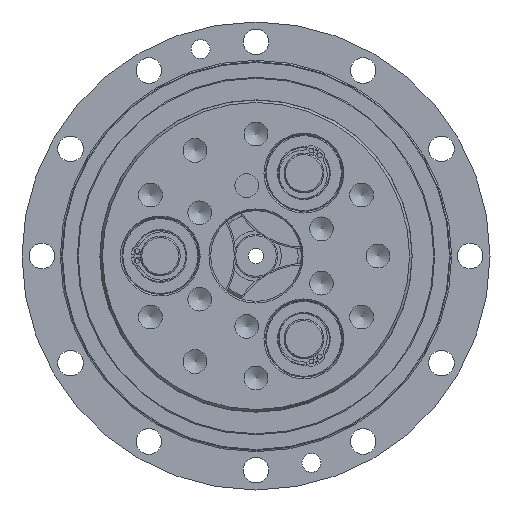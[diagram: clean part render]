
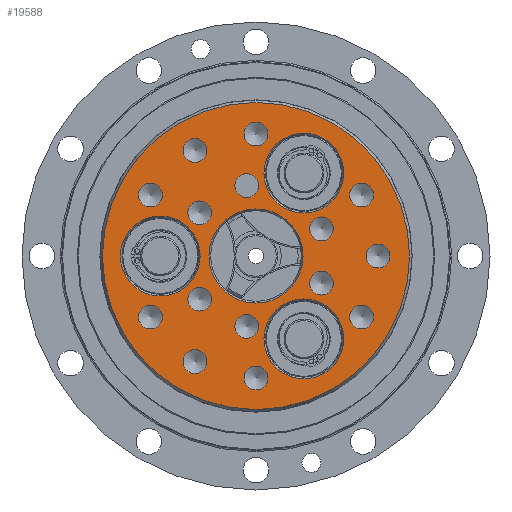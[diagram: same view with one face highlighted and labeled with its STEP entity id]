
A CAD part, left-side view. The second image highlights one B-rep face of the part: STEP entity #19588.
In plain terms, the highlighted planar face has unit normal (-1, 0, 0).
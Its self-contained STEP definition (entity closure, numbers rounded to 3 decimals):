
#337=FACE_BOUND('',#3162,.T.);
#338=FACE_BOUND('',#3163,.T.);
#339=FACE_BOUND('',#3164,.T.);
#340=FACE_BOUND('',#3165,.T.);
#341=FACE_BOUND('',#3166,.T.);
#342=FACE_BOUND('',#3167,.T.);
#343=FACE_BOUND('',#3168,.T.);
#344=FACE_BOUND('',#3169,.T.);
#345=FACE_BOUND('',#3170,.T.);
#346=FACE_BOUND('',#3171,.T.);
#347=FACE_BOUND('',#3172,.T.);
#348=FACE_BOUND('',#3173,.T.);
#349=FACE_BOUND('',#3174,.T.);
#350=FACE_BOUND('',#3175,.T.);
#351=FACE_BOUND('',#3176,.T.);
#352=FACE_BOUND('',#3177,.T.);
#353=FACE_BOUND('',#3178,.T.);
#354=FACE_BOUND('',#3179,.T.);
#355=FACE_BOUND('',#3180,.T.);
#599=PLANE('',#21458);
#1881=FACE_OUTER_BOUND('',#3161,.T.);
#3161=EDGE_LOOP('',(#14587));
#3162=EDGE_LOOP('',(#14588));
#3163=EDGE_LOOP('',(#14589));
#3164=EDGE_LOOP('',(#14590));
#3165=EDGE_LOOP('',(#14591));
#3166=EDGE_LOOP('',(#14592));
#3167=EDGE_LOOP('',(#14593));
#3168=EDGE_LOOP('',(#14594));
#3169=EDGE_LOOP('',(#14595));
#3170=EDGE_LOOP('',(#14596));
#3171=EDGE_LOOP('',(#14597));
#3172=EDGE_LOOP('',(#14598));
#3173=EDGE_LOOP('',(#14599));
#3174=EDGE_LOOP('',(#14600));
#3175=EDGE_LOOP('',(#14601));
#3176=EDGE_LOOP('',(#14602));
#3177=EDGE_LOOP('',(#14603));
#3178=EDGE_LOOP('',(#14604));
#3179=EDGE_LOOP('',(#14605));
#3180=EDGE_LOOP('',(#14606));
#4684=CIRCLE('',#21374,14.077);
#4689=CIRCLE('',#21381,14.077);
#4694=CIRCLE('',#21388,14.077);
#4697=CIRCLE('',#21392,4.188);
#4699=CIRCLE('',#21396,4.188);
#4701=CIRCLE('',#21400,4.188);
#4703=CIRCLE('',#21404,4.188);
#4705=CIRCLE('',#21408,4.188);
#4707=CIRCLE('',#21412,4.188);
#4709=CIRCLE('',#21416,4.188);
#4711=CIRCLE('',#21420,4.188);
#4713=CIRCLE('',#21424,4.188);
#4715=CIRCLE('',#21428,4.188);
#4717=CIRCLE('',#21432,4.188);
#4719=CIRCLE('',#21436,4.188);
#4721=CIRCLE('',#21440,4.188);
#4723=CIRCLE('',#21444,4.188);
#4725=CIRCLE('',#21448,4.188);
#4728=CIRCLE('',#21454,16.577);
#4731=CIRCLE('',#21459,54.134);
#8421=VERTEX_POINT('',#33887);
#8426=VERTEX_POINT('',#33901);
#8431=VERTEX_POINT('',#33915);
#8434=VERTEX_POINT('',#33923);
#8437=VERTEX_POINT('',#33932);
#8440=VERTEX_POINT('',#33941);
#8443=VERTEX_POINT('',#33950);
#8446=VERTEX_POINT('',#33959);
#8449=VERTEX_POINT('',#33968);
#8452=VERTEX_POINT('',#33977);
#8455=VERTEX_POINT('',#33986);
#8458=VERTEX_POINT('',#33995);
#8461=VERTEX_POINT('',#34004);
#8464=VERTEX_POINT('',#34013);
#8467=VERTEX_POINT('',#34022);
#8470=VERTEX_POINT('',#34031);
#8473=VERTEX_POINT('',#34040);
#8476=VERTEX_POINT('',#34049);
#8480=VERTEX_POINT('',#34062);
#8483=VERTEX_POINT('',#34072);
#10633=EDGE_CURVE('',#8421,#8421,#4684,.T.);
#10640=EDGE_CURVE('',#8426,#8426,#4689,.T.);
#10647=EDGE_CURVE('',#8431,#8431,#4694,.T.);
#10651=EDGE_CURVE('',#8434,#8434,#4697,.T.);
#10655=EDGE_CURVE('',#8437,#8437,#4699,.T.);
#10659=EDGE_CURVE('',#8440,#8440,#4701,.T.);
#10663=EDGE_CURVE('',#8443,#8443,#4703,.T.);
#10667=EDGE_CURVE('',#8446,#8446,#4705,.T.);
#10671=EDGE_CURVE('',#8449,#8449,#4707,.T.);
#10675=EDGE_CURVE('',#8452,#8452,#4709,.T.);
#10679=EDGE_CURVE('',#8455,#8455,#4711,.T.);
#10683=EDGE_CURVE('',#8458,#8458,#4713,.T.);
#10687=EDGE_CURVE('',#8461,#8461,#4715,.T.);
#10691=EDGE_CURVE('',#8464,#8464,#4717,.T.);
#10695=EDGE_CURVE('',#8467,#8467,#4719,.T.);
#10699=EDGE_CURVE('',#8470,#8470,#4721,.T.);
#10703=EDGE_CURVE('',#8473,#8473,#4723,.T.);
#10707=EDGE_CURVE('',#8476,#8476,#4725,.T.);
#10713=EDGE_CURVE('',#8480,#8480,#4728,.T.);
#10718=EDGE_CURVE('',#8483,#8483,#4731,.T.);
#14587=ORIENTED_EDGE('',*,*,#10718,.F.);
#14588=ORIENTED_EDGE('',*,*,#10713,.F.);
#14589=ORIENTED_EDGE('',*,*,#10707,.T.);
#14590=ORIENTED_EDGE('',*,*,#10703,.T.);
#14591=ORIENTED_EDGE('',*,*,#10699,.T.);
#14592=ORIENTED_EDGE('',*,*,#10695,.T.);
#14593=ORIENTED_EDGE('',*,*,#10691,.T.);
#14594=ORIENTED_EDGE('',*,*,#10687,.T.);
#14595=ORIENTED_EDGE('',*,*,#10683,.T.);
#14596=ORIENTED_EDGE('',*,*,#10679,.T.);
#14597=ORIENTED_EDGE('',*,*,#10675,.T.);
#14598=ORIENTED_EDGE('',*,*,#10671,.T.);
#14599=ORIENTED_EDGE('',*,*,#10667,.T.);
#14600=ORIENTED_EDGE('',*,*,#10663,.T.);
#14601=ORIENTED_EDGE('',*,*,#10659,.T.);
#14602=ORIENTED_EDGE('',*,*,#10655,.T.);
#14603=ORIENTED_EDGE('',*,*,#10651,.T.);
#14604=ORIENTED_EDGE('',*,*,#10640,.F.);
#14605=ORIENTED_EDGE('',*,*,#10633,.F.);
#14606=ORIENTED_EDGE('',*,*,#10647,.F.);
#19588=ADVANCED_FACE('',(#1881,#337,#338,#339,#340,#341,#342,#343,#344,
#345,#346,#347,#348,#349,#350,#351,#352,#353,#354,#355),#599,.F.);
#21374=AXIS2_PLACEMENT_3D('',#33888,#25606,#25607);
#21381=AXIS2_PLACEMENT_3D('',#33902,#25622,#25623);
#21388=AXIS2_PLACEMENT_3D('',#33916,#25638,#25639);
#21392=AXIS2_PLACEMENT_3D('',#33924,#25647,#25648);
#21396=AXIS2_PLACEMENT_3D('',#33933,#25657,#25658);
#21400=AXIS2_PLACEMENT_3D('',#33942,#25667,#25668);
#21404=AXIS2_PLACEMENT_3D('',#33951,#25677,#25678);
#21408=AXIS2_PLACEMENT_3D('',#33960,#25687,#25688);
#21412=AXIS2_PLACEMENT_3D('',#33969,#25697,#25698);
#21416=AXIS2_PLACEMENT_3D('',#33978,#25707,#25708);
#21420=AXIS2_PLACEMENT_3D('',#33987,#25717,#25718);
#21424=AXIS2_PLACEMENT_3D('',#33996,#25727,#25728);
#21428=AXIS2_PLACEMENT_3D('',#34005,#25737,#25738);
#21432=AXIS2_PLACEMENT_3D('',#34014,#25747,#25748);
#21436=AXIS2_PLACEMENT_3D('',#34023,#25757,#25758);
#21440=AXIS2_PLACEMENT_3D('',#34032,#25767,#25768);
#21444=AXIS2_PLACEMENT_3D('',#34041,#25777,#25778);
#21448=AXIS2_PLACEMENT_3D('',#34050,#25787,#25788);
#21454=AXIS2_PLACEMENT_3D('',#34063,#25802,#25803);
#21458=AXIS2_PLACEMENT_3D('',#34071,#25812,#25813);
#21459=AXIS2_PLACEMENT_3D('',#34073,#25814,#25815);
#25606=DIRECTION('center_axis',(-1.,0.,0.));
#25607=DIRECTION('ref_axis',(0.,0.,-1.));
#25622=DIRECTION('center_axis',(-1.,0.,0.));
#25623=DIRECTION('ref_axis',(0.,0.866,0.5));
#25638=DIRECTION('center_axis',(-1.,0.,0.));
#25639=DIRECTION('ref_axis',(0.,-0.866,0.5));
#25647=DIRECTION('center_axis',(1.,0.,0.));
#25648=DIRECTION('ref_axis',(0.,0.,1.));
#25657=DIRECTION('center_axis',(1.,0.,0.));
#25658=DIRECTION('ref_axis',(0.,-0.5,0.866));
#25667=DIRECTION('center_axis',(1.,0.,0.));
#25668=DIRECTION('ref_axis',(0.,-0.866,0.5));
#25677=DIRECTION('center_axis',(1.,0.,0.));
#25678=DIRECTION('ref_axis',(0.,-0.866,-0.5));
#25687=DIRECTION('center_axis',(1.,0.,0.));
#25688=DIRECTION('ref_axis',(0.,-0.5,-0.866));
#25697=DIRECTION('center_axis',(1.,0.,0.));
#25698=DIRECTION('ref_axis',(0.,0.,-1.));
#25707=DIRECTION('center_axis',(1.,0.,0.));
#25708=DIRECTION('ref_axis',(0.,0.866,-0.5));
#25717=DIRECTION('center_axis',(1.,0.,0.));
#25718=DIRECTION('ref_axis',(0.,1.,0.));
#25727=DIRECTION('center_axis',(1.,0.,0.));
#25728=DIRECTION('ref_axis',(0.,0.866,0.5));
#25737=DIRECTION('center_axis',(1.,0.,0.));
#25738=DIRECTION('ref_axis',(0.,0.,1.));
#25747=DIRECTION('center_axis',(1.,0.,0.));
#25748=DIRECTION('ref_axis',(0.,0.,1.));
#25757=DIRECTION('center_axis',(1.,0.,0.));
#25758=DIRECTION('ref_axis',(0.,-0.866,-0.5));
#25767=DIRECTION('center_axis',(1.,0.,0.));
#25768=DIRECTION('ref_axis',(0.,-0.866,-0.5));
#25777=DIRECTION('center_axis',(1.,0.,0.));
#25778=DIRECTION('ref_axis',(0.,0.866,-0.5));
#25787=DIRECTION('center_axis',(1.,0.,0.));
#25788=DIRECTION('ref_axis',(0.,0.866,-0.5));
#25802=DIRECTION('center_axis',(-1.,0.,0.));
#25803=DIRECTION('ref_axis',(0.,0.,-1.));
#25812=DIRECTION('center_axis',(1.,0.,0.));
#25813=DIRECTION('ref_axis',(0.,0.,-1.));
#25814=DIRECTION('center_axis',(1.,0.,0.));
#25815=DIRECTION('ref_axis',(0.,-1.,0.));
#33887=CARTESIAN_POINT('',(0.,33.75,14.077));
#33888=CARTESIAN_POINT('Origin',(0.,33.75,0.));
#33901=CARTESIAN_POINT('',(0.,-29.066,22.19));
#33902=CARTESIAN_POINT('Origin',(0.,-16.875,29.228));
#33915=CARTESIAN_POINT('',(0.,-4.684,-36.267));
#33916=CARTESIAN_POINT('Origin',(0.,-16.875,-29.228));
#33923=CARTESIAN_POINT('',(0.,0.,-47.188));
#33924=CARTESIAN_POINT('Origin',(0.,0.,-43.));
#33932=CARTESIAN_POINT('',(0.,23.594,-40.866));
#33933=CARTESIAN_POINT('Origin',(0.,21.5,-37.239));
#33941=CARTESIAN_POINT('',(0.,40.866,-23.594));
#33942=CARTESIAN_POINT('Origin',(0.,37.239,-21.5));
#33950=CARTESIAN_POINT('',(0.,40.866,23.594));
#33951=CARTESIAN_POINT('Origin',(0.,37.239,21.5));
#33959=CARTESIAN_POINT('',(0.,23.594,40.866));
#33960=CARTESIAN_POINT('Origin',(0.,21.5,37.239));
#33968=CARTESIAN_POINT('',(0.,0.,47.188));
#33969=CARTESIAN_POINT('Origin',(0.,0.,43.));
#33977=CARTESIAN_POINT('',(0.,-40.866,23.594));
#33978=CARTESIAN_POINT('Origin',(0.,-37.239,21.5));
#33986=CARTESIAN_POINT('',(0.,-47.188,0.));
#33987=CARTESIAN_POINT('Origin',(0.,-43.,0.));
#33995=CARTESIAN_POINT('',(0.,-40.866,-23.594));
#33996=CARTESIAN_POINT('Origin',(0.,-37.239,-21.5));
#34004=CARTESIAN_POINT('',(0.,19.834,-19.407));
#34005=CARTESIAN_POINT('Origin',(0.,19.834,-15.219));
#34013=CARTESIAN_POINT('',(0.,3.263,-28.974));
#34014=CARTESIAN_POINT('Origin',(0.,3.263,-24.786));
#34022=CARTESIAN_POINT('',(0.,23.461,17.313));
#34023=CARTESIAN_POINT('Origin',(0.,19.834,15.219));
#34031=CARTESIAN_POINT('',(0.,6.89,26.88));
#34032=CARTESIAN_POINT('Origin',(0.,3.263,24.786));
#34040=CARTESIAN_POINT('',(0.,-26.724,11.661));
#34041=CARTESIAN_POINT('Origin',(0.,-23.097,9.567));
#34049=CARTESIAN_POINT('',(0.,-26.724,-7.473));
#34050=CARTESIAN_POINT('Origin',(0.,-23.097,-9.567));
#34062=CARTESIAN_POINT('',(0.,0.,16.577));
#34063=CARTESIAN_POINT('Origin',(0.,0.,0.));
#34071=CARTESIAN_POINT('Origin',(0.,0.,0.));
#34072=CARTESIAN_POINT('',(0.,54.134,0.));
#34073=CARTESIAN_POINT('Origin',(0.,0.,0.));
